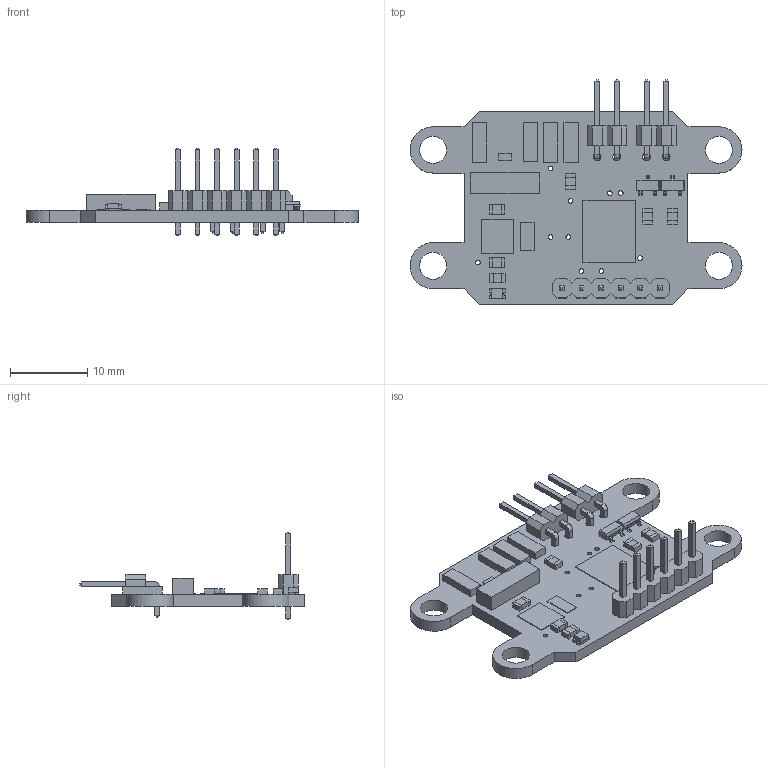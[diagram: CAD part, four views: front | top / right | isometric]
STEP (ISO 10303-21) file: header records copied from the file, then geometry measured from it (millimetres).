
FILE_DESCRIPTION(/* description */ (''),/* implementation_level */ '2;1');
FILE_NAME(/* name */ '0ed46772-2ac3-44ea-b0b0-44d081aaeab1.zip.stp',/* time_stamp */ '2019-09-27T19:08:36+00:00',/* author */ (''),/* organization */ (''),/* preprocessor_version */ 'ST-DEVELOPER v18',/* originating_system */ 'Autodesk Translation Framework v8.6.0.1094',/* authorisation */ '');
FILE_SCHEMA (('AUTOMOTIVE_DESIGN { 1 0 10303 214 3 1 1 }'));
Length unit declared in the file: millimetre
Products named in the file (15): Board; PCB Component; Board_1; 1X06; PIC18F1330_SSOP20; Blau; 12V; 10k; BC848; 1X02/90; 100nF; 10uF / 25V; PMLL4148L; 7808; SF-0603S
Assembly tree (23 placements, depth 3):
  Board
    PCB Component
      Board_1
      1X06
      PIC18F1330_SSOP20
      Blau
      12V  x4
      10k  x4
      BC848  x2
      1X02/90  x2
      100nF  x2
      10uF / 25V
      PMLL4148L
      7808
      SF-0603S
Bounding box: 43 x 29.1 x 11.34 mm (x, y, z)
Volume: 1587.2 mm3; surface area: 3057.8 mm2
Topology: 22 solids, 22 shells, 585 faces, 1446 edges, 932 vertices
Faces by surface type: plane 523, cylinder 62
Full cylindrical faces by diameter (mm): 0.6 x10, 1.016 x10, 3.5 x4
Entity records: 12574 total; most frequent: CARTESIAN_POINT 2052, ORIENTED_EDGE 1968, DIRECTION 1948, EDGE_CURVE 984, LINE 892, VECTOR 892, VERTEX_POINT 632, AXIS2_PLACEMENT_3D 528
